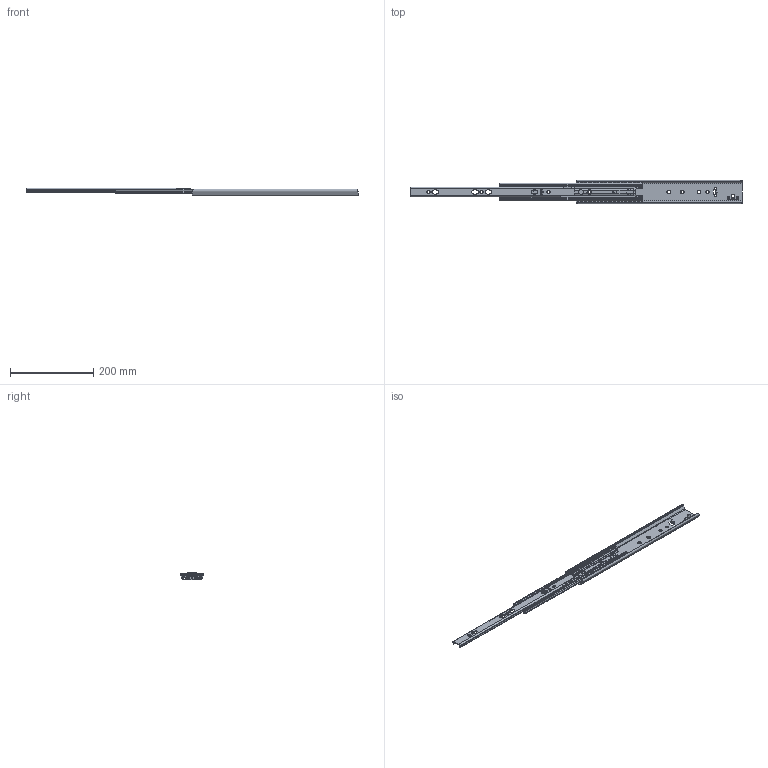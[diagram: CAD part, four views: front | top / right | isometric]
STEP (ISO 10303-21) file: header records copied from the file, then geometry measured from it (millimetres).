
FILE_DESCRIPTION(/* description */ ('ULFHD-F- 400/400mm (18.5) Zinc-Magnesium'),/* implementation_level */ '2;1');
FILE_NAME(/* name */ 'M12-AB5_00_open.stp',/* time_stamp */ '2025-09-08T14:09:06+02:00',/* author */ ('l.hoffmann'),/* organization */ (''),/* preprocessor_version */ 'ST-DEVELOPER v20',/* originating_system */ 'Autodesk Inventor 2022',/* authorisation */ '');
FILE_SCHEMA (('AUTOMOTIVE_DESIGN { 1 0 10303 214 3 1 1 }'));
Length unit declared in the file: millimetre
Products named in the file (14): M12-M24; 511-M12-M24-HMB; 511-M12-M24-HMB_1; E000174461; E000174458; E000174457; 512-M12-M24-UM2; 512-M12-M24-UM2_1; E000174470; E000174448; E000174468; E000174467; 514-M12-M24-MB3; 514-M12-M24-MB3_1
Assembly tree (30 placements, depth 3):
  M12-M24
    511-M12-M24-HMB
      511-M12-M24-HMB_1
    E000174461
      E000174448
      E000174458
      E000174457  x10
    512-M12-M24-UM2
      512-M12-M24-UM2_1
    E000174470
      E000174448
      E000174468
      E000174467  x8
    514-M12-M24-MB3
      514-M12-M24-MB3_1
Bounding box: 800 x 55.79 x 18.55 mm (x, y, z)
Volume: 133466.1 mm3; surface area: 176545.6 mm2
Topology: 41 solids, 41 shells, 1306 faces, 3898 edges, 2587 vertices
Faces by surface type: plane 638, cylinder 590, cone 42, sphere 36
Full cylindrical faces by diameter (mm): 5.56 x16, 6.35 x20, 8 x3, 11 x3
Entity records: 45623 total; most frequent: CARTESIAN_POINT 9529, ORIENTED_EDGE 7588, DIRECTION 7524, EDGE_CURVE 3794, AXIS2_PLACEMENT_3D 2613, VERTEX_POINT 2523, LINE 2298, VECTOR 2298
